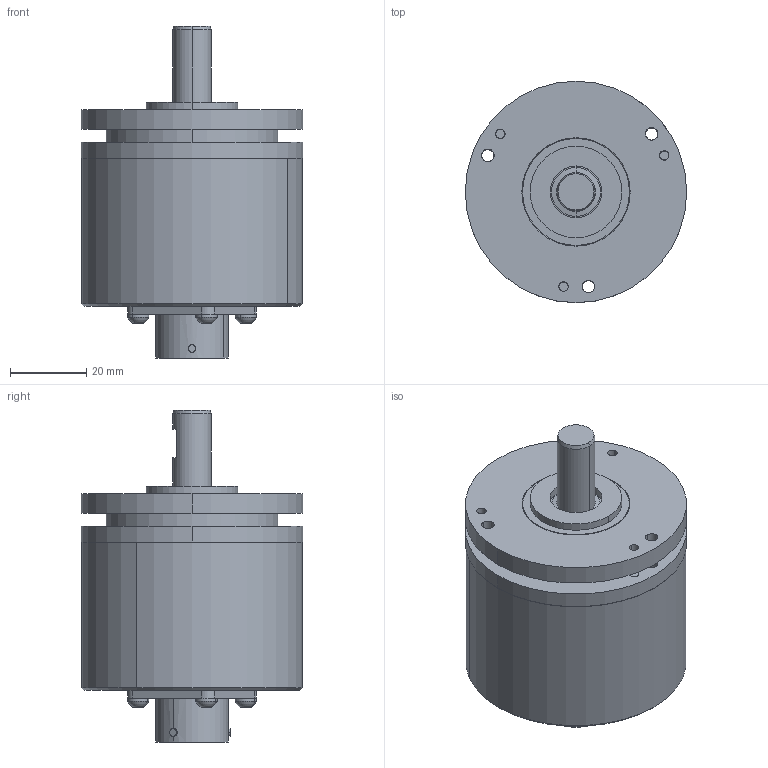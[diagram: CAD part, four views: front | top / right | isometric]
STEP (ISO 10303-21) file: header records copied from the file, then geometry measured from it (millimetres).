
FILE_DESCRIPTION((''),'2;1');
FILE_NAME('507566','2010-11-10T',('se2802'),(''),'PRO/ENGINEER BY PARAMETRIC TECHNOLOGY CORPORATION, 2010180','PRO/ENGINEER BY PARAMETRIC TECHNOLOGY CORPORATION, 2010180','');
FILE_SCHEMA(('CONFIG_CONTROL_DESIGN'));
Length unit declared in the file: millimetre
Products named in the file (1): 507566
Bounding box: 58 x 58 x 87 mm (x, y, z)
Volume: 81953.3 mm3; surface area: 41687.8 mm2
Topology: 2 solids, 5 shells, 1281 faces, 3522 edges, 2297 vertices
Faces by surface type: cylinder 447, plane 386, extrusion 324, torus 56, cone 54, sphere 14
Entity records: 45775 total; most frequent: CARTESIAN_POINT 13541, ORIENTED_EDGE 7040, DIRECTION 6182, EDGE_CURVE 3520, VERTEX_POINT 2297, AXIS2_PLACEMENT_3D 2265, VECTOR 1652, EDGE_LOOP 1409
